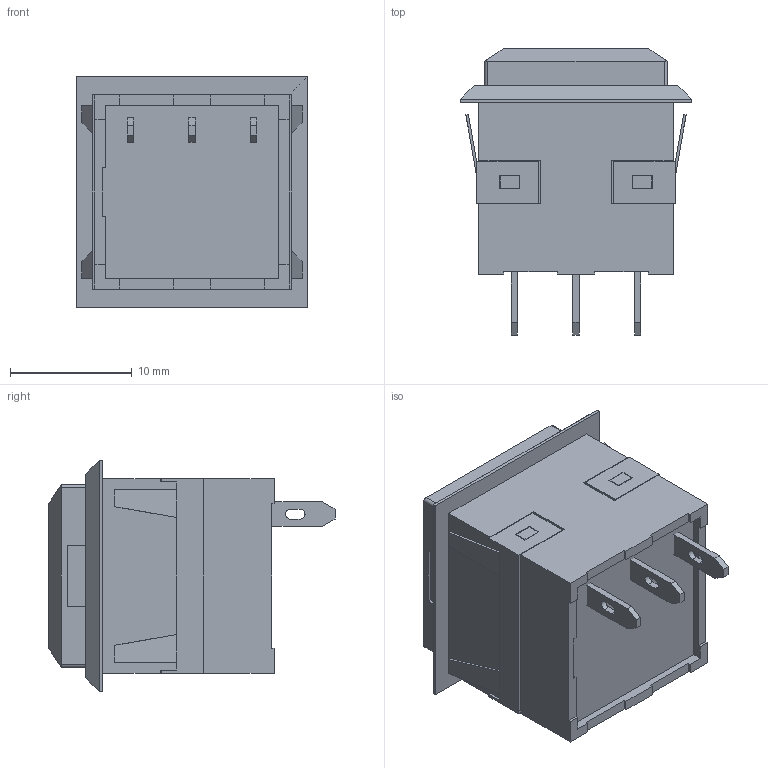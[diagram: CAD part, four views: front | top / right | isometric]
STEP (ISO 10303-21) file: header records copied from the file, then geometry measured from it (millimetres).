
FILE_DESCRIPTION(/* description */ ('PC and Snap-in Mount Non-Illuminated Pushbuttons_ni_body-Non-Illuminated Pushbuttons - Series UB2'),/* implementation_level */ '2;1');
FILE_NAME(/* name */ 'ELEC_Pushbutton_UB216KKW015C-NR.iam.step',/* time_stamp */ '2015-01-02T19:31:49-08:00',/* author */ ('Autodesk Inc.'),/* organization */ ('Autodesk Inc.'),/* preprocessor_version */ 'ST-DEVELOPER v15.6',/* originating_system */ 'Autodesk Inventor 2015',/* authorisation */ '');
FILE_SCHEMA (('AUTOMOTIVE_DESIGN { 1 0 10303 214 3 1 1 }'));
Length unit declared in the file: inch
Products named in the file (6): UB21KK015C_5Cni_body; UB21W01_5Cni_pole; UB2KK5Cni_d_cap; UB2_5Cni_cap; UB2KKbodypart_sl; ELEC_Pushbutton_UB216KKW015C-NR
Assembly tree (6 placements, depth 2):
  ELEC_Pushbutton_UB216KKW015C-NR
    UB21KK015C_5Cni_body
    UB21W01_5Cni_pole
    UB2KK5Cni_d_cap
    UB2_5Cni_cap
    UB2KKbodypart_sl  x2
Bounding box: 19 x 23.5 x 19 mm (x, y, z)
Volume: 4489.4 mm3; surface area: 4112.9 mm2
Topology: 6 solids, 6 shells, 227 faces, 612 edges, 406 vertices
Faces by surface type: plane 217, cylinder 10
Entity records: 6189 total; most frequent: CARTESIAN_POINT 1063, ORIENTED_EDGE 1032, DIRECTION 950, EDGE_CURVE 516, LINE 492, VECTOR 492, VERTEX_POINT 342, AXIS2_PLACEMENT_3D 229
